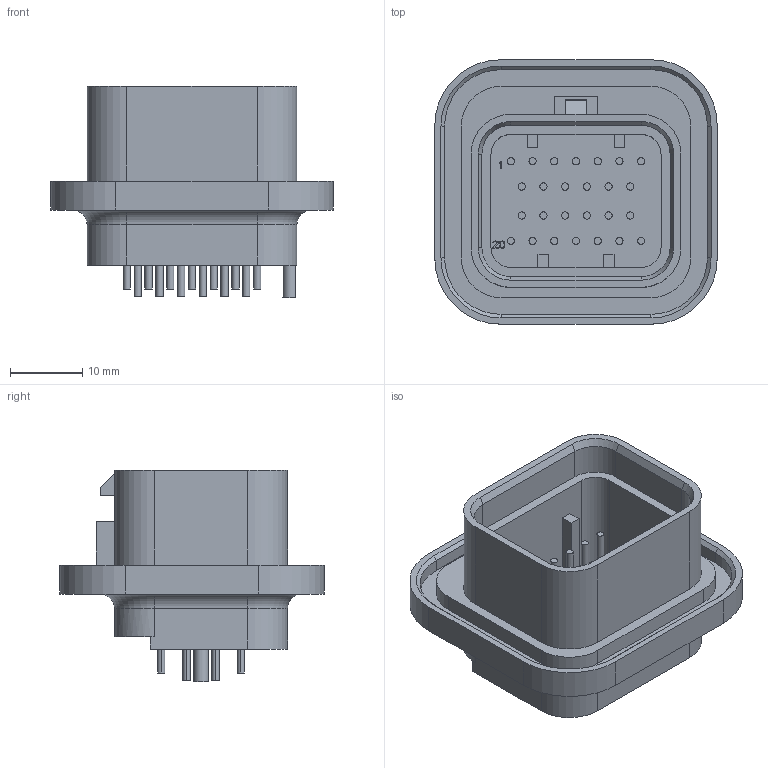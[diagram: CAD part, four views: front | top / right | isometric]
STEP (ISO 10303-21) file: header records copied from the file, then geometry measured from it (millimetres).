
FILE_DESCRIPTION((''),'2;1');
FILE_NAME('C-6473418-1','2010-02-15T',('workeradm'),(''),'PRO/ENGINEER BY PARAMETRIC TECHNOLOGY CORPORATION, 2008380','PRO/ENGINEER BY PARAMETRIC TECHNOLOGY CORPORATION, 2008380','');
FILE_SCHEMA(('AUTOMOTIVE_DESIGN { 1 0 10303 214 1 1 1 1 }'));
Length unit declared in the file: millimetre
Products named in the file (1): C-6473418-1
Bounding box: 39 x 36.5 x 29.2 mm (x, y, z)
Volume: 9690.6 mm3; surface area: 8441.5 mm2
Topology: 1 solids, 1 shells, 370 faces, 886 edges, 582 vertices
Faces by surface type: plane 218, cylinder 140, cone 8, torus 4
Entity records: 10798 total; most frequent: DIRECTION 1922, CARTESIAN_POINT 1839, ORIENTED_EDGE 1772, EDGE_CURVE 886, AXIS2_PLACEMENT_3D 666, VECTOR 590, LINE 590, VERTEX_POINT 582
